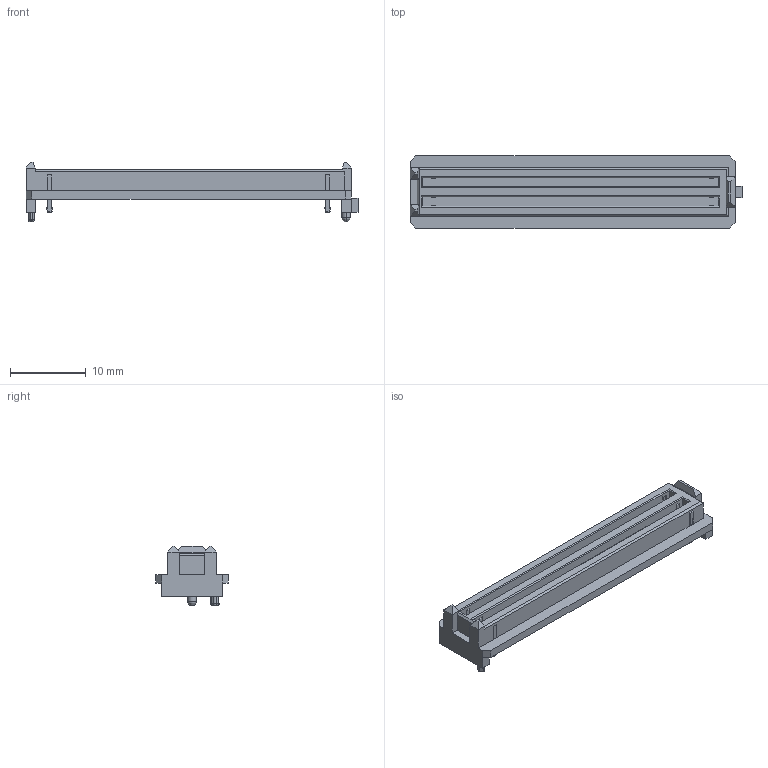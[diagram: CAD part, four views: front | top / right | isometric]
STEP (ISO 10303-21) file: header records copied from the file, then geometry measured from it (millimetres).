
FILE_DESCRIPTION((''),'2;1');
FILE_NAME('SEAM-30-03.0-L-06-2-A-K-TR.stp','2012-05-08T14:50:42',(''),(''),'Mechanical Desktop 2011','Mechanical Desktop 2011',', , ');
FILE_SCHEMA(('AUTOMOTIVE_DESIGN { 1 2 10303 214 1 1 1 1 }'));
Length unit declared in the file: millimetre
Products named in the file (1): Product
Bounding box: 43.97 x 9.6 x 7.87 mm (x, y, z)
Volume: 984.6 mm3; surface area: 1811 mm2
Topology: 38 solids, 38 shells, 463 faces, 1112 edges, 727 vertices
Faces by surface type: plane 381, cylinder 70, bspline 10, sphere 2
Entity records: 13384 total; most frequent: CARTESIAN_POINT 2453, ORIENTED_EDGE 2220, DIRECTION 2163, EDGE_CURVE 1110, VECTOR 965, LINE 965, VERTEX_POINT 727, AXIS2_PLACEMENT_3D 599
